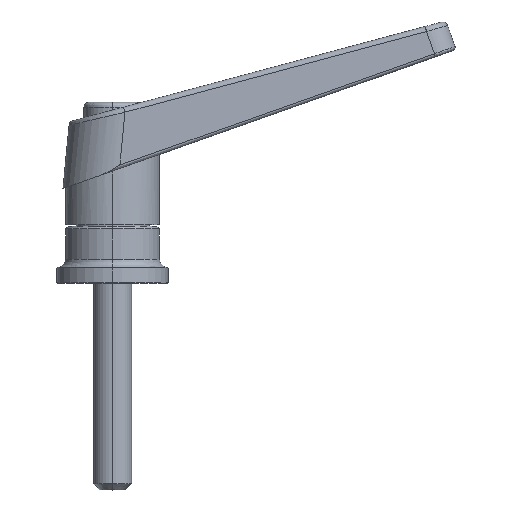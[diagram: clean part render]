
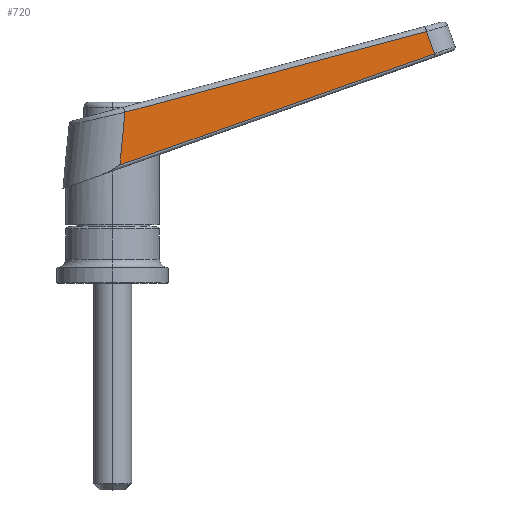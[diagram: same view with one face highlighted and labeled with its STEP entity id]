
A CAD part, top view. The second image highlights one B-rep face of the part: STEP entity #720.
In plain terms, the highlighted planar face has unit normal (0.088, 0, 0.996).
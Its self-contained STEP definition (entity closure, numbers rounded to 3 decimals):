
#680=EDGE_CURVE('NONE',#846,#770,#1554,.T.);
#720=ADVANCED_FACE('NONE',(#1596),#1597,.F.);
#748=VERTEX_POINT('NONE',#1628);
#770=VERTEX_POINT('NONE',#1654);
#842=EDGE_CURVE('NONE',#1002,#846,#1732,.T.);
#846=VERTEX_POINT('NONE',#1736);
#930=EDGE_CURVE('NONE',#770,#748,#1836,.T.);
#1002=VERTEX_POINT('NONE',#1916);
#1172=EDGE_CURVE('NONE',#748,#1002,#2110,.T.);
#1554=LINE('',#2996,#2997);
#1596=FACE_OUTER_BOUND('',#3200,.T.);
#1597=PLANE('',#3201);
#1628=CARTESIAN_POINT('',(2.3,37.133,15.608));
#1654=CARTESIAN_POINT('',(101.19,72.152,6.904));
#1732=LINE('',#3619,#3620);
#1736=CARTESIAN_POINT('',(98.71,79.155,7.123));
#1836=LINE('',#3898,#3899);
#1916=CARTESIAN_POINT('',(3.9,53.751,15.468));
#2110=LINE('',#4793,#4794);
#2996=CARTESIAN_POINT('',(98.71,79.155,7.123));
#2997=VECTOR('',#5375,1000.0);
#3200=EDGE_LOOP('',(#5397,#5398,#5399,#5400));
#3201=AXIS2_PLACEMENT_3D('',#5401,#5402,#5403);
#3619=CARTESIAN_POINT('',(0.425,52.82,15.773));
#3620=VECTOR('',#5512,1000.0);
#3898=CARTESIAN_POINT('',(101.19,72.152,6.904));
#3899=VECTOR('',#5654,1000.0);
#4793=CARTESIAN_POINT('',(3.454,49.115,15.507));
#4794=VECTOR('',#5969,1000.0);
#5375=DIRECTION('',(0.334,-0.942,-0.029));
#5397=ORIENTED_EDGE('',*,*,#1172,.F.);
#5398=ORIENTED_EDGE('',*,*,#930,.F.);
#5399=ORIENTED_EDGE('',*,*,#680,.F.);
#5400=ORIENTED_EDGE('',*,*,#842,.F.);
#5401=CARTESIAN_POINT('',(1.381,89.415,15.689));
#5402=DIRECTION('',(-0.088,0.0,-0.996));
#5403=DIRECTION('',(-0.996,0.0,0.088));
#5512=DIRECTION('',(0.962,0.258,-0.085));
#5654=DIRECTION('',(-0.939,-0.333,0.083));
#5969=DIRECTION('',(0.096,0.995,-0.008));
